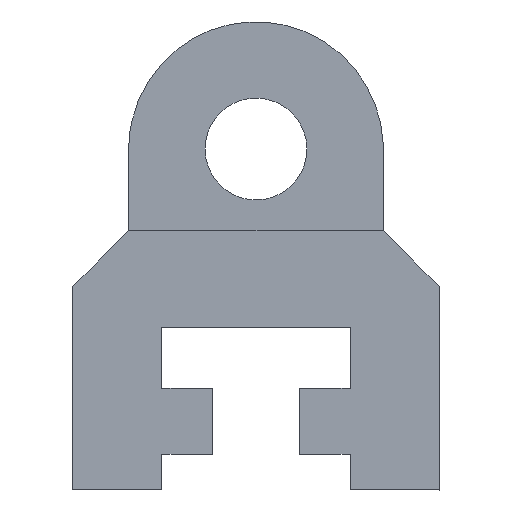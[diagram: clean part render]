
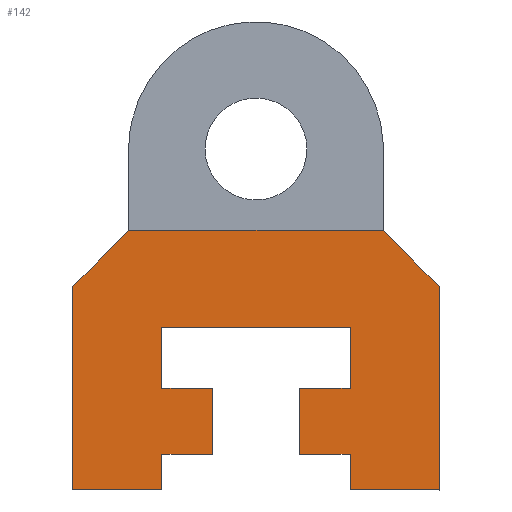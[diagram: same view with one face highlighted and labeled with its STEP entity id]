
A CAD part, front view. The second image highlights one B-rep face of the part: STEP entity #142.
In plain terms, the highlighted free-form (B-spline) face has degree [1, 1] with [2, 2] control points.
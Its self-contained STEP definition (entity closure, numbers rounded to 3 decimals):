
#142=ADVANCED_FACE('',(#182),#760,.T.);
#182=FACE_OUTER_BOUND('',#230,.T.);
#230=EDGE_LOOP('',(#462,#463,#464,#465,#466,#467,#468,#469,#470,#471,#472,
#473,#474,#475,#476,#477,#478,#479));
#462=ORIENTED_EDGE('',*,*,#511,.T.);
#463=ORIENTED_EDGE('',*,*,#514,.T.);
#464=ORIENTED_EDGE('',*,*,#517,.T.);
#465=ORIENTED_EDGE('',*,*,#520,.T.);
#466=ORIENTED_EDGE('',*,*,#524,.F.);
#467=ORIENTED_EDGE('',*,*,#529,.T.);
#468=ORIENTED_EDGE('',*,*,#575,.T.);
#469=ORIENTED_EDGE('',*,*,#598,.T.);
#470=ORIENTED_EDGE('',*,*,#604,.T.);
#471=ORIENTED_EDGE('',*,*,#591,.T.);
#472=ORIENTED_EDGE('',*,*,#583,.T.);
#473=ORIENTED_EDGE('',*,*,#526,.T.);
#474=ORIENTED_EDGE('',*,*,#509,.T.);
#475=ORIENTED_EDGE('',*,*,#505,.F.);
#476=ORIENTED_EDGE('',*,*,#502,.F.);
#477=ORIENTED_EDGE('',*,*,#499,.F.);
#478=ORIENTED_EDGE('',*,*,#496,.F.);
#479=ORIENTED_EDGE('',*,*,#607,.F.);
#496=EDGE_CURVE('',#628,#629,#1548,.T.);
#499=EDGE_CURVE('',#629,#633,#1551,.T.);
#502=EDGE_CURVE('',#633,#635,#1554,.T.);
#505=EDGE_CURVE('',#635,#637,#1557,.T.);
#509=EDGE_CURVE('',#639,#637,#1560,.T.);
#511=EDGE_CURVE('',#641,#642,#1562,.T.);
#514=EDGE_CURVE('',#642,#646,#1565,.T.);
#517=EDGE_CURVE('',#646,#648,#1568,.T.);
#520=EDGE_CURVE('',#648,#650,#1571,.T.);
#524=EDGE_CURVE('',#653,#650,#1574,.T.);
#526=EDGE_CURVE('',#655,#639,#763,.T.);
#529=EDGE_CURVE('',#653,#658,#766,.T.);
#575=EDGE_CURVE('',#658,#693,#796,.T.);
#583=EDGE_CURVE('',#698,#655,#797,.T.);
#591=EDGE_CURVE('',#702,#698,#801,.T.);
#598=EDGE_CURVE('',#693,#706,#802,.T.);
#604=EDGE_CURVE('',#706,#702,#803,.T.);
#607=EDGE_CURVE('',#641,#628,#1616,.T.);
#628=VERTEX_POINT('',#1455);
#629=VERTEX_POINT('',#1456);
#633=VERTEX_POINT('',#1460);
#635=VERTEX_POINT('',#1462);
#637=VERTEX_POINT('',#1464);
#639=VERTEX_POINT('',#1466);
#641=VERTEX_POINT('',#1468);
#642=VERTEX_POINT('',#1469);
#646=VERTEX_POINT('',#1473);
#648=VERTEX_POINT('',#1475);
#650=VERTEX_POINT('',#1477);
#653=VERTEX_POINT('',#1480);
#655=VERTEX_POINT('',#1482);
#658=VERTEX_POINT('',#1485);
#693=VERTEX_POINT('',#1520);
#698=VERTEX_POINT('',#1525);
#702=VERTEX_POINT('',#1529);
#706=VERTEX_POINT('',#1533);
#760=B_SPLINE_SURFACE_WITH_KNOTS('',1,1,((#1411,#1412),(#1413,#1414)),.UNSPECIFIED.,
.F.,.F.,.F.,(2,2),(2,2),(0.,7.2),(-5.1,0.),
.UNSPECIFIED.);
#763=(
BOUNDED_CURVE()
B_SPLINE_CURVE(2,(#875,#876,#877),.UNSPECIFIED.,.F.,.F.)
B_SPLINE_CURVE_WITH_KNOTS((3,3),(12.077,13.827),.UNSPECIFIED.)
CURVE()
GEOMETRIC_REPRESENTATION_ITEM()
RATIONAL_B_SPLINE_CURVE((1.,1.,1.))
REPRESENTATION_ITEM('')
);
#766=(
BOUNDED_CURVE()
B_SPLINE_CURVE(2,(#884,#885,#886),.UNSPECIFIED.,.F.,.F.)
B_SPLINE_CURVE_WITH_KNOTS((3,3),(17.527,19.277),.UNSPECIFIED.)
CURVE()
GEOMETRIC_REPRESENTATION_ITEM()
RATIONAL_B_SPLINE_CURVE((1.,1.,1.))
REPRESENTATION_ITEM('')
);
#796=(
BOUNDED_CURVE()
B_SPLINE_CURVE(2,(#1048,#1049,#1050),.UNSPECIFIED.,.F.,.F.)
B_SPLINE_CURVE_WITH_KNOTS((3,3),(3.649,4.366),.UNSPECIFIED.)
CURVE()
GEOMETRIC_REPRESENTATION_ITEM()
RATIONAL_B_SPLINE_CURVE((1.,1.,1.))
REPRESENTATION_ITEM('')
);
#797=(
BOUNDED_CURVE()
B_SPLINE_CURVE(2,(#1065,#1066,#1067),.UNSPECIFIED.,.F.,.F.)
B_SPLINE_CURVE_WITH_KNOTS((3,3),(11.366,12.077),.UNSPECIFIED.)
CURVE()
GEOMETRIC_REPRESENTATION_ITEM()
RATIONAL_B_SPLINE_CURVE((1.,1.,1.))
REPRESENTATION_ITEM('')
);
#801=(
BOUNDED_CURVE()
B_SPLINE_CURVE(2,(#1088,#1089,#1090),.UNSPECIFIED.,.F.,.F.)
B_SPLINE_CURVE_WITH_KNOTS((3,3),(10.366,11.366),.UNSPECIFIED.)
CURVE()
GEOMETRIC_REPRESENTATION_ITEM()
RATIONAL_B_SPLINE_CURVE((1.,1.,1.))
REPRESENTATION_ITEM('')
);
#802=(
BOUNDED_CURVE()
B_SPLINE_CURVE(2,(#1103,#1104,#1105),.UNSPECIFIED.,.F.,.F.)
B_SPLINE_CURVE_WITH_KNOTS((3,3),(4.366,5.366),.UNSPECIFIED.)
CURVE()
GEOMETRIC_REPRESENTATION_ITEM()
RATIONAL_B_SPLINE_CURVE((1.,1.,1.))
REPRESENTATION_ITEM('')
);
#803=(
BOUNDED_CURVE()
B_SPLINE_CURVE(2,(#1116,#1117,#1118),.UNSPECIFIED.,.F.,.F.)
B_SPLINE_CURVE_WITH_KNOTS((3,3),(5.366,10.366),.UNSPECIFIED.)
CURVE()
GEOMETRIC_REPRESENTATION_ITEM()
RATIONAL_B_SPLINE_CURVE((1.,1.,1.))
REPRESENTATION_ITEM('')
);
#815=CARTESIAN_POINT('',(3.85,5.272,3.4));
#816=CARTESIAN_POINT('',(3.85,5.272,2.2));
#821=CARTESIAN_POINT('',(3.85,5.272,2.2));
#822=CARTESIAN_POINT('',(2.85,5.272,2.2));
#827=CARTESIAN_POINT('',(2.85,5.272,2.2));
#828=CARTESIAN_POINT('',(2.85,5.272,0.9));
#833=CARTESIAN_POINT('',(2.85,5.272,0.9));
#834=CARTESIAN_POINT('',(3.85,5.272,0.9));
#841=CARTESIAN_POINT('',(3.85,5.272,0.2));
#842=CARTESIAN_POINT('',(3.85,5.272,0.9));
#845=CARTESIAN_POINT('',(0.15,5.272,3.4));
#846=CARTESIAN_POINT('',(0.15,5.272,2.2));
#851=CARTESIAN_POINT('',(0.15,5.272,2.2));
#852=CARTESIAN_POINT('',(1.15,5.272,2.2));
#857=CARTESIAN_POINT('',(1.15,5.272,2.2));
#858=CARTESIAN_POINT('',(1.15,5.272,0.9));
#863=CARTESIAN_POINT('',(1.15,5.272,0.9));
#864=CARTESIAN_POINT('',(0.15,5.272,0.9));
#871=CARTESIAN_POINT('',(0.15,5.272,0.2));
#872=CARTESIAN_POINT('',(0.15,5.272,0.9));
#875=CARTESIAN_POINT('',(5.6,5.272,0.2));
#876=CARTESIAN_POINT('',(4.725,5.272,0.2));
#877=CARTESIAN_POINT('',(3.85,5.272,0.2));
#884=CARTESIAN_POINT('',(0.15,5.272,0.2));
#885=CARTESIAN_POINT('',(-0.725,5.272,0.2));
#886=CARTESIAN_POINT('',(-1.6,5.272,0.2));
#1048=CARTESIAN_POINT('',(-1.6,5.272,0.2));
#1049=CARTESIAN_POINT('',(-1.6,5.272,2.2));
#1050=CARTESIAN_POINT('',(-1.6,5.272,4.2));
#1065=CARTESIAN_POINT('',(5.6,5.272,4.2));
#1066=CARTESIAN_POINT('',(5.6,5.272,2.2));
#1067=CARTESIAN_POINT('',(5.6,5.272,0.2));
#1088=CARTESIAN_POINT('',(4.5,5.272,5.3));
#1089=CARTESIAN_POINT('',(5.05,5.272,4.75));
#1090=CARTESIAN_POINT('',(5.6,5.272,4.2));
#1103=CARTESIAN_POINT('',(-1.6,5.272,4.2));
#1104=CARTESIAN_POINT('',(-1.05,5.272,4.75));
#1105=CARTESIAN_POINT('',(-0.5,5.272,5.3));
#1116=CARTESIAN_POINT('',(-0.5,5.272,5.3));
#1117=CARTESIAN_POINT('',(2.,5.272,5.3));
#1118=CARTESIAN_POINT('',(4.5,5.272,5.3));
#1123=CARTESIAN_POINT('',(0.15,5.272,3.4));
#1124=CARTESIAN_POINT('',(3.85,5.272,3.4));
#1411=CARTESIAN_POINT('',(-1.6,5.272,5.3));
#1412=CARTESIAN_POINT('',(-1.6,5.272,0.2));
#1413=CARTESIAN_POINT('',(5.6,5.272,5.3));
#1414=CARTESIAN_POINT('',(5.6,5.272,0.2));
#1455=CARTESIAN_POINT('',(3.85,5.272,3.4));
#1456=CARTESIAN_POINT('',(3.85,5.272,2.2));
#1460=CARTESIAN_POINT('',(2.85,5.272,2.2));
#1462=CARTESIAN_POINT('',(2.85,5.272,0.9));
#1464=CARTESIAN_POINT('',(3.85,5.272,0.9));
#1466=CARTESIAN_POINT('',(3.85,5.272,0.2));
#1468=CARTESIAN_POINT('',(0.15,5.272,3.4));
#1469=CARTESIAN_POINT('',(0.15,5.272,2.2));
#1473=CARTESIAN_POINT('',(1.15,5.272,2.2));
#1475=CARTESIAN_POINT('',(1.15,5.272,0.9));
#1477=CARTESIAN_POINT('',(0.15,5.272,0.9));
#1480=CARTESIAN_POINT('',(0.15,5.272,0.2));
#1482=CARTESIAN_POINT('',(5.6,5.272,0.2));
#1485=CARTESIAN_POINT('',(-1.6,5.272,0.2));
#1520=CARTESIAN_POINT('',(-1.6,5.272,4.2));
#1525=CARTESIAN_POINT('',(5.6,5.272,4.2));
#1529=CARTESIAN_POINT('',(4.5,5.272,5.3));
#1533=CARTESIAN_POINT('',(-0.5,5.272,5.3));
#1548=B_SPLINE_CURVE_WITH_KNOTS('',1,(#815,#816),.UNSPECIFIED.,.F.,.F.,(2,
2),(0.,1.2),.UNSPECIFIED.);
#1551=B_SPLINE_CURVE_WITH_KNOTS('',1,(#821,#822),.UNSPECIFIED.,.F.,.F.,(2,
2),(0.,1.),.UNSPECIFIED.);
#1554=B_SPLINE_CURVE_WITH_KNOTS('',1,(#827,#828),.UNSPECIFIED.,.F.,.F.,(2,
2),(0.,1.3),.UNSPECIFIED.);
#1557=B_SPLINE_CURVE_WITH_KNOTS('',1,(#833,#834),.UNSPECIFIED.,.F.,.F.,(2,
2),(0.,1.),.UNSPECIFIED.);
#1560=B_SPLINE_CURVE_WITH_KNOTS('',1,(#841,#842),.UNSPECIFIED.,.F.,.F.,(2,
2),(0.,0.7),.UNSPECIFIED.);
#1562=B_SPLINE_CURVE_WITH_KNOTS('',1,(#845,#846),.UNSPECIFIED.,.F.,.F.,(2,
2),(0.,1.2),.UNSPECIFIED.);
#1565=B_SPLINE_CURVE_WITH_KNOTS('',1,(#851,#852),.UNSPECIFIED.,.F.,.F.,(2,
2),(0.,1.),.UNSPECIFIED.);
#1568=B_SPLINE_CURVE_WITH_KNOTS('',1,(#857,#858),.UNSPECIFIED.,.F.,.F.,(2,
2),(0.,1.3),.UNSPECIFIED.);
#1571=B_SPLINE_CURVE_WITH_KNOTS('',1,(#863,#864),.UNSPECIFIED.,.F.,.F.,(2,
2),(0.,1.),.UNSPECIFIED.);
#1574=B_SPLINE_CURVE_WITH_KNOTS('',1,(#871,#872),.UNSPECIFIED.,.F.,.F.,(2,
2),(0.,0.7),.UNSPECIFIED.);
#1616=B_SPLINE_CURVE_WITH_KNOTS('',1,(#1123,#1124),.UNSPECIFIED.,.F.,.F.,
(2,2),(0.,3.7),.UNSPECIFIED.);
